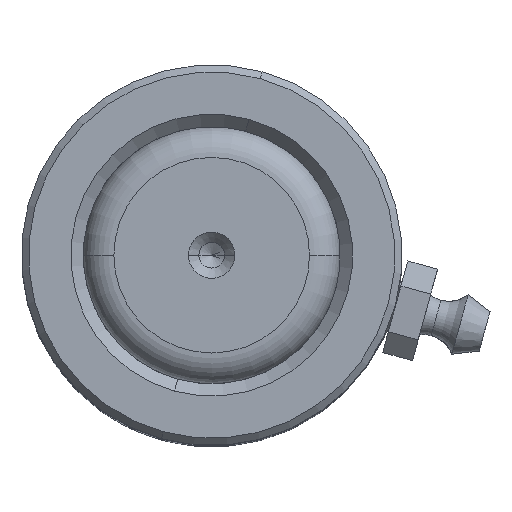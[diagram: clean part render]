
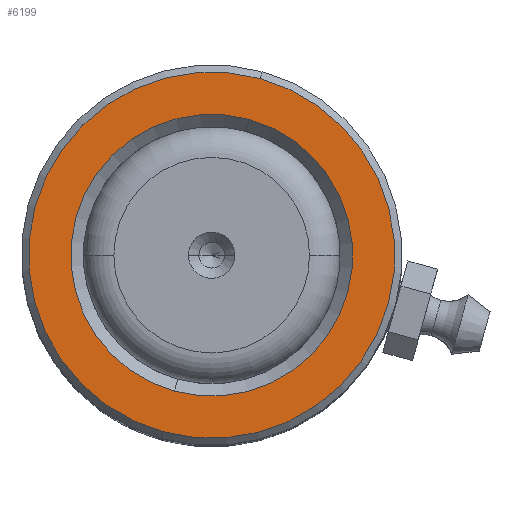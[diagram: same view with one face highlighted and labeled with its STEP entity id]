
A CAD part, top view. The second image highlights one B-rep face of the part: STEP entity #6199.
In plain terms, the highlighted planar face has unit normal (0, 0, 1).
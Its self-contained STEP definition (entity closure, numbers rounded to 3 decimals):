
#531 = ORIENTED_EDGE ( 'NONE', *, *, #5293, .T. ) ;
#547 = DIRECTION ( 'NONE',  ( 1., 0., 0. ) ) ;
#729 = AXIS2_PLACEMENT_3D ( 'NONE', #6481, #3706, #2343 ) ;
#986 = VERTEX_POINT ( 'NONE', #3872 ) ;
#1227 = CIRCLE ( 'NONE', #8377, 13.7 ) ;
#1304 = AXIS2_PLACEMENT_3D ( 'NONE', #5286, #5394, #547 ) ;
#1993 = VERTEX_POINT ( 'NONE', #3281 ) ;
#2006 = CARTESIAN_POINT ( 'NONE',  ( 0., 0., 80. ) ) ;
#2343 = DIRECTION ( 'NONE',  ( 1., 0., 0. ) ) ;
#2605 = CARTESIAN_POINT ( 'NONE',  ( 0., 0., 80. ) ) ;
#2704 = DIRECTION ( 'NONE',  ( 1., 0., 0. ) ) ;
#2722 = DIRECTION ( 'NONE',  ( 1., 0., 0. ) ) ;
#2792 = VERTEX_POINT ( 'NONE', #4176 ) ;
#3091 = ORIENTED_EDGE ( 'NONE', *, *, #6662, .T. ) ;
#3111 = CARTESIAN_POINT ( 'NONE',  ( -13.7, 0., 80. ) ) ;
#3281 = CARTESIAN_POINT ( 'NONE',  ( 17.8, 0., 80. ) ) ;
#3706 = DIRECTION ( 'NONE',  ( 0., 0., 1. ) ) ;
#3872 = CARTESIAN_POINT ( 'NONE',  ( 13.7, 0., 80. ) ) ;
#4176 = CARTESIAN_POINT ( 'NONE',  ( -17.8, 0., 80. ) ) ;
#4486 = CIRCLE ( 'NONE', #1304, 13.7 ) ;
#4695 = DIRECTION ( 'NONE',  ( 1., 0., 0. ) ) ;
#4751 = CARTESIAN_POINT ( 'NONE',  ( 0., 0., 80. ) ) ;
#4762 = PLANE ( 'NONE',  #6814 ) ;
#4782 = DIRECTION ( 'NONE',  ( 0., 0., -1. ) ) ;
#5286 = CARTESIAN_POINT ( 'NONE',  ( 0., 0., 80. ) ) ;
#5293 = EDGE_CURVE ( 'NONE', #7881, #986, #4486, .T. ) ;
#5394 = DIRECTION ( 'NONE',  ( 0., 0., -1. ) ) ;
#5482 = DIRECTION ( 'NONE',  ( 0., 0., 1. ) ) ;
#5995 = FACE_OUTER_BOUND ( 'NONE', #7655, .T. ) ;
#6164 = AXIS2_PLACEMENT_3D ( 'NONE', #2605, #5482, #2722 ) ;
#6199 = ADVANCED_FACE ( 'NONE', ( #5995, #6981 ), #4762, .T. ) ;
#6481 = CARTESIAN_POINT ( 'NONE',  ( 0., 0., 80. ) ) ;
#6662 = EDGE_CURVE ( 'NONE', #2792, #1993, #7189, .T. ) ;
#6738 = EDGE_CURVE ( 'NONE', #986, #7881, #1227, .T. ) ;
#6814 = AXIS2_PLACEMENT_3D ( 'NONE', #2006, #6861, #2704 ) ;
#6861 = DIRECTION ( 'NONE',  ( 0., 0., 1. ) ) ;
#6864 = CIRCLE ( 'NONE', #729, 17.8 ) ;
#6981 = FACE_BOUND ( 'NONE', #7250, .T. ) ;
#7189 = CIRCLE ( 'NONE', #6164, 17.8 ) ;
#7250 = EDGE_LOOP ( 'NONE', ( #7990, #531 ) ) ;
#7655 = EDGE_LOOP ( 'NONE', ( #3091, #8920 ) ) ;
#7881 = VERTEX_POINT ( 'NONE', #3111 ) ;
#7990 = ORIENTED_EDGE ( 'NONE', *, *, #6738, .T. ) ;
#8283 = EDGE_CURVE ( 'NONE', #1993, #2792, #6864, .T. ) ;
#8377 = AXIS2_PLACEMENT_3D ( 'NONE', #4751, #4782, #4695 ) ;
#8920 = ORIENTED_EDGE ( 'NONE', *, *, #8283, .T. ) ;
